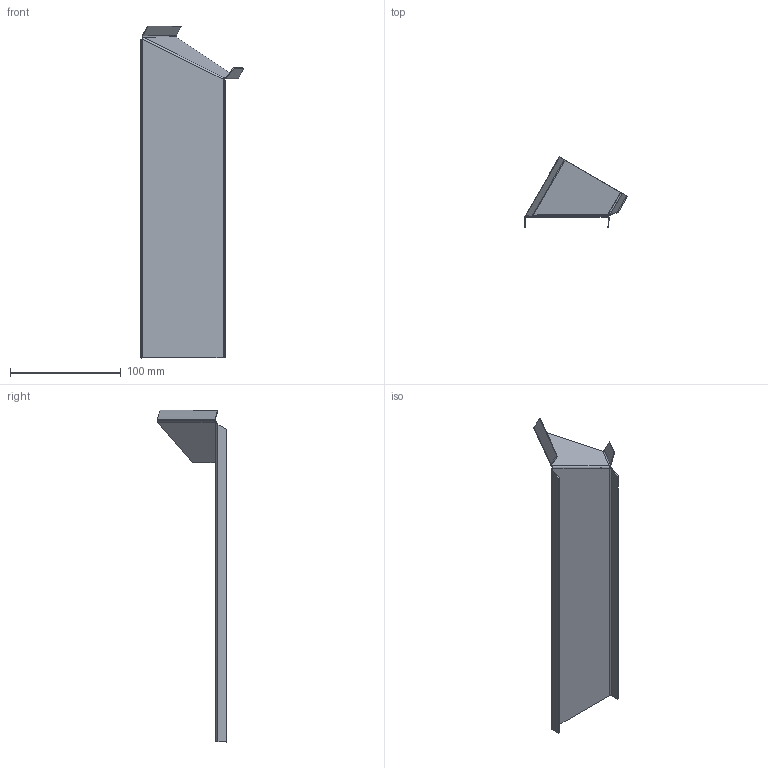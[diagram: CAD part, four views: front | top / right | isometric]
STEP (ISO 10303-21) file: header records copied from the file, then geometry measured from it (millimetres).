
FILE_DESCRIPTION (( 'STEP AP214' ), '1' );
FILE_NAME ('6287080.stp', '2016-06-20T06:36:49', ( '' ), ( '' ), 'SwSTEP 2.0', 'SolidWorks 2014', '' );
FILE_SCHEMA (( 'AUTOMOTIVE_DESIGN' ));
Length unit declared in the file: millimetre
Products named in the file (2): 6287080; 078440_Standard
Assembly tree (1 placements, depth 2):
  6287080
    078440_Standard
Bounding box: 93.15 x 63.02 x 300.04 mm (x, y, z)
Volume: 23455.2 mm3; surface area: 59317.6 mm2
Topology: 1 solids, 1 shells, 55 faces, 111 edges, 58 vertices
Faces by surface type: plane 35, cylinder 14, bspline 6
Entity records: 1671 total; most frequent: CARTESIAN_POINT 433, ORIENTED_EDGE 222, DIRECTION 216, EDGE_CURVE 111, AXIS2_PLACEMENT_3D 73, VECTOR 70, LINE 70, VERTEX_POINT 58
